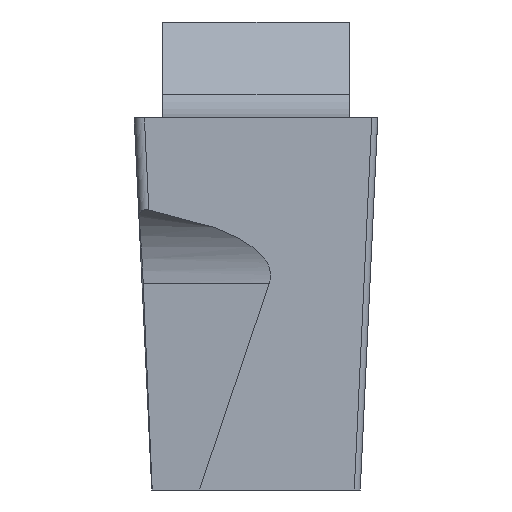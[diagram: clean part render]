
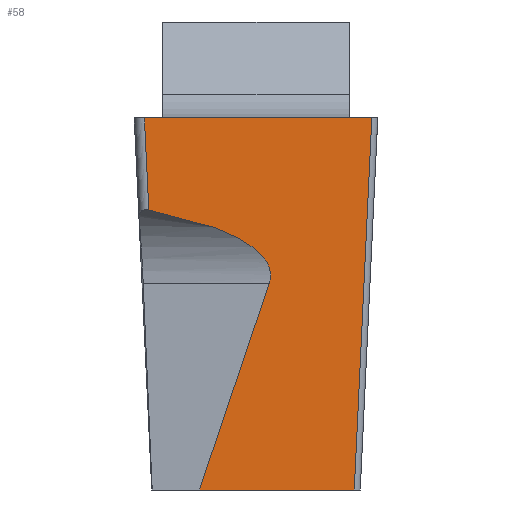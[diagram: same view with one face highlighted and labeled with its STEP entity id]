
A CAD part, front view. The second image highlights one B-rep face of the part: STEP entity #58.
In plain terms, the highlighted planar face has unit normal (0.258, -0.962, -0.087).
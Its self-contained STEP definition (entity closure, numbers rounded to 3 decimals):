
#58=ADVANCED_FACE('I235_3D2C_HEAD_RIGHT_UDF_SU2',(#110),#90,.F.);
#90=PLANE('',#682);
#110=FACE_OUTER_BOUND('',#142,.T.);
#142=EDGE_LOOP('',(#211,#212,#213,#214,#215,#216));
#175=ELLIPSE('',#681,4.266,1.1);
#211=ORIENTED_EDGE('',*,*,#449,.F.);
#212=ORIENTED_EDGE('',*,*,#430,.T.);
#213=ORIENTED_EDGE('',*,*,#450,.T.);
#214=ORIENTED_EDGE('',*,*,#451,.F.);
#215=ORIENTED_EDGE('',*,*,#452,.T.);
#216=ORIENTED_EDGE('',*,*,#453,.T.);
#370=VERTEX_POINT('',#914);
#371=VERTEX_POINT('',#916);
#387=VERTEX_POINT('',#963);
#388=VERTEX_POINT('',#965);
#389=VERTEX_POINT('',#967);
#390=VERTEX_POINT('',#969);
#430=EDGE_CURVE('',#371,#370,#517,.T.);
#449=EDGE_CURVE('',#371,#387,#530,.T.);
#450=EDGE_CURVE('',#370,#388,#531,.T.);
#451=EDGE_CURVE('',#389,#388,#532,.T.);
#452=EDGE_CURVE('',#389,#390,#533,.T.);
#453=EDGE_CURVE('',#390,#387,#175,.T.);
#517=LINE('',#915,#577);
#530=LINE('',#962,#590);
#531=LINE('',#964,#591);
#532=LINE('',#966,#592);
#533=LINE('',#968,#593);
#577=VECTOR('',#730,1.);
#590=VECTOR('',#755,1.);
#591=VECTOR('',#756,1.);
#592=VECTOR('',#757,1.);
#593=VECTOR('',#758,1.);
#681=AXIS2_PLACEMENT_3D('',#970,#759,#760);
#682=AXIS2_PLACEMENT_3D('',#971,#761,#762);
#730=DIRECTION('',(0.966,0.259,0.));
#755=DIRECTION('',(0.32,0.,0.947));
#756=DIRECTION('',(0.047,-0.078,0.996));
#757=DIRECTION('',(0.966,0.259,0.));
#758=DIRECTION('',(0.048,0.103,-0.994));
#759=DIRECTION('',(-0.258,0.962,0.087));
#760=DIRECTION('',(-0.966,-0.257,-0.023));
#761=DIRECTION('',(-0.258,0.962,0.087));
#762=DIRECTION('',(0.048,0.103,-0.994));
#914=CARTESIAN_POINT('',(1.21,0.761,-4.582));
#915=CARTESIAN_POINT('',(0.001,0.437,-4.582));
#916=CARTESIAN_POINT('',(-0.696,0.25,-4.582));
#962=CARTESIAN_POINT('',(-0.073,0.25,-2.738));
#963=CARTESIAN_POINT('',(0.163,0.25,-2.04));
#964=CARTESIAN_POINT('',(1.315,0.588,-2.361));
#965=CARTESIAN_POINT('',(1.426,0.404,0.));
#966=CARTESIAN_POINT('',(-0.001,0.021,0.));
#967=CARTESIAN_POINT('',(-1.375,-0.347,0.));
#968=CARTESIAN_POINT('',(-1.265,-0.111,-2.281));
#969=CARTESIAN_POINT('',(-1.32,-0.23,-1.132));
#970=CARTESIAN_POINT('',(-3.942,-0.85,-2.04));
#971=CARTESIAN_POINT('',(-1.395,-0.145,-2.291));
